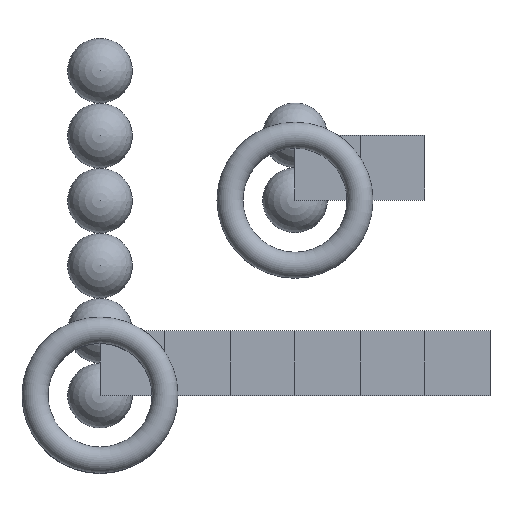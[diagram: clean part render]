
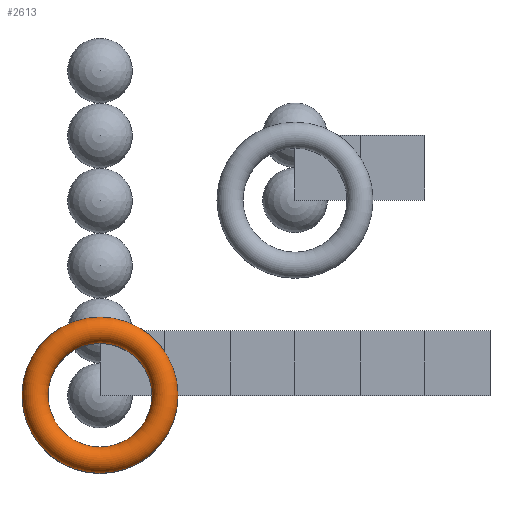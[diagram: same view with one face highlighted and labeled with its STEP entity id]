
A CAD part, top view. The second image highlights one B-rep face of the part: STEP entity #2613.
In plain terms, the highlighted toroidal (fillet/blend) face has major radius 10 mm and minor radius 2 mm.
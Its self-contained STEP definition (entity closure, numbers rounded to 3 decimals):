
#2613 = ADVANCED_FACE('',(#2614),#2618,.T.);
#2614 = FACE_BOUND('',#2615,.F.);
#2615 = VERTEX_LOOP('',#2616);
#2616 = VERTEX_POINT('',#2617);
#2617 = CARTESIAN_POINT('',(12.,0.,50.));
#2618 = TOROIDAL_SURFACE('',#2619,10.,2.);
#2619 = AXIS2_PLACEMENT_3D('',#2620,#2621,#2622);
#2620 = CARTESIAN_POINT('',(0.,0.,50.));
#2621 = DIRECTION('',(-0.,-0.,-1.));
#2622 = DIRECTION('',(1.,0.,0.));
